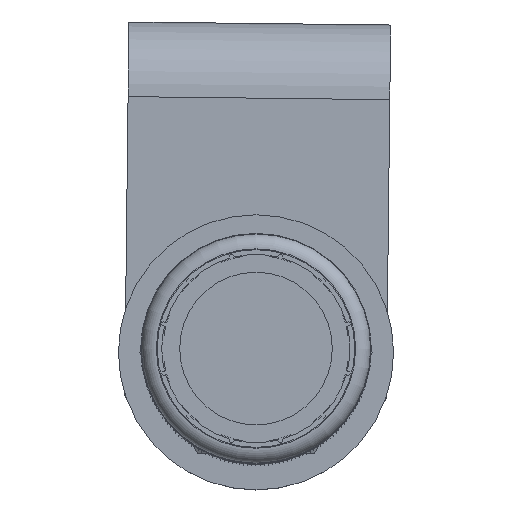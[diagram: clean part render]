
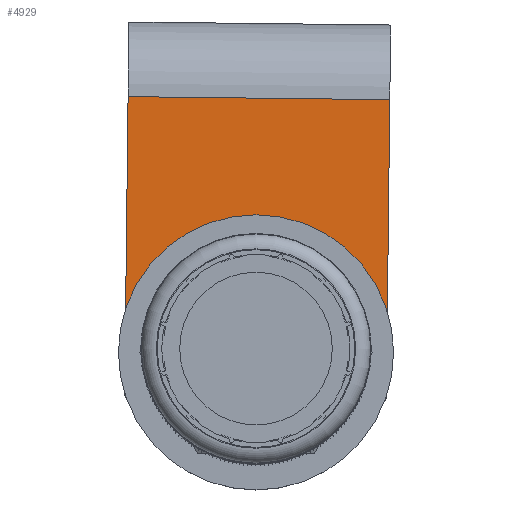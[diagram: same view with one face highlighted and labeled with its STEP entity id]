
A CAD part, top view. The second image highlights one B-rep face of the part: STEP entity #4929.
In plain terms, the highlighted planar face has unit normal (0, 0, 1).
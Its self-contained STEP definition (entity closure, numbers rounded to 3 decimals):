
#434=FACE_BOUND('',#9155,.T.);
#435=FACE_BOUND('',#9156,.T.);
#1605=PLANE('',#36155);
#4929=ADVANCED_FACE('',(#434,#435),#1605,.T.);
#9155=EDGE_LOOP('',(#20743));
#9156=EDGE_LOOP('',(#20744,#20745,#20746,#20747));
#10562=CIRCLE('',#36153,10.75);
#10563=CIRCLE('',#36154,19.42);
#20743=ORIENTED_EDGE('',*,*,#29566,.T.);
#20744=ORIENTED_EDGE('',*,*,#29567,.T.);
#20745=ORIENTED_EDGE('',*,*,#29568,.T.);
#20746=ORIENTED_EDGE('',*,*,#29569,.F.);
#20747=ORIENTED_EDGE('',*,*,#29570,.F.);
#24568=VERTEX_POINT('',#71394);
#24569=VERTEX_POINT('',#71396);
#24570=VERTEX_POINT('',#71397);
#24571=VERTEX_POINT('',#71399);
#24572=VERTEX_POINT('',#71401);
#29566=EDGE_CURVE('',#24568,#24568,#10562,.T.);
#29567=EDGE_CURVE('',#24569,#24570,#31431,.T.);
#29568=EDGE_CURVE('',#24570,#24571,#10563,.T.);
#29569=EDGE_CURVE('',#24572,#24571,#31432,.T.);
#29570=EDGE_CURVE('',#24569,#24572,#31433,.T.);
#31431=LINE('',#71395,#33125);
#31432=LINE('',#71400,#33126);
#31433=LINE('',#71402,#33127);
#33125=VECTOR('',#43730,1.);
#33126=VECTOR('',#43733,1.);
#33127=VECTOR('',#43734,1.);
#36153=AXIS2_PLACEMENT_3D('',#71393,#43728,#43729);
#36154=AXIS2_PLACEMENT_3D('',#71398,#43731,#43732);
#36155=AXIS2_PLACEMENT_3D('',#71403,#43735,#43736);
#43728=DIRECTION('',(0.,0.,-1.));
#43729=DIRECTION('',(-1.,0.012,0.));
#43730=DIRECTION('',(-0.012,-1.,0.));
#43731=DIRECTION('',(0.,0.,1.));
#43732=DIRECTION('',(-1.,0.012,0.));
#43733=DIRECTION('',(-0.012,-1.,0.));
#43734=DIRECTION('',(1.,-0.012,0.));
#43735=DIRECTION('',(0.,0.,1.));
#43736=DIRECTION('',(-1.,0.012,0.));
#71393=CARTESIAN_POINT('',(0.,0.,
-68.194));
#71394=CARTESIAN_POINT('',(-10.749,0.124,-68.194));
#71395=CARTESIAN_POINT('',(-17.107,34.199,-68.194));
#71396=CARTESIAN_POINT('',(-17.107,34.199,-68.194));
#71397=CARTESIAN_POINT('',(-17.568,-5.798,-68.194));
#71398=CARTESIAN_POINT('',(0.028,2.42,-68.194));
#71399=CARTESIAN_POINT('',(17.43,-6.201,-68.194));
#71400=CARTESIAN_POINT('',(17.891,33.796,-68.194));
#71401=CARTESIAN_POINT('',(17.891,33.796,-68.194));
#71402=CARTESIAN_POINT('',(-17.107,34.199,-68.194));
#71403=CARTESIAN_POINT('',(-17.107,34.199,-68.194));
